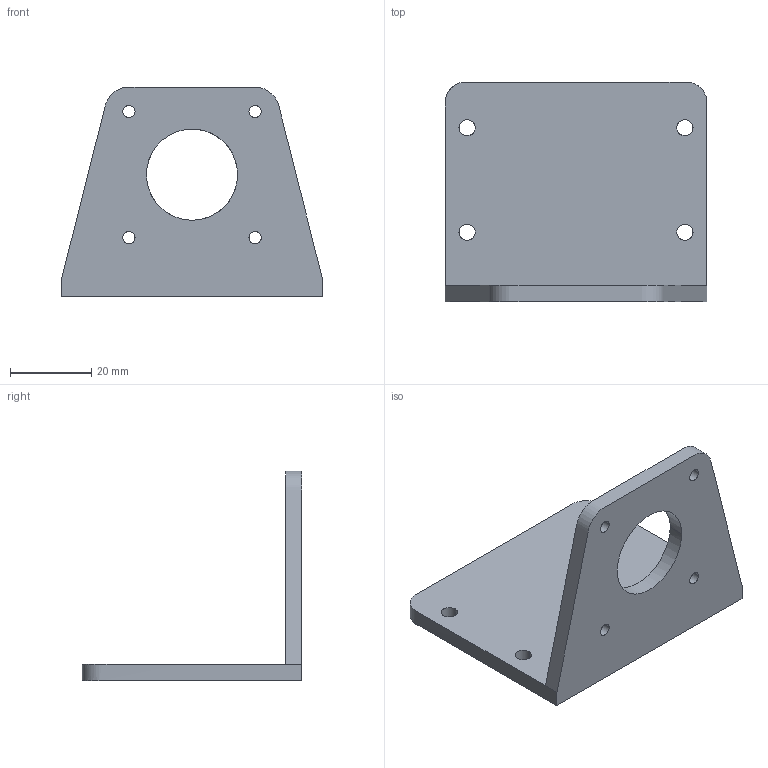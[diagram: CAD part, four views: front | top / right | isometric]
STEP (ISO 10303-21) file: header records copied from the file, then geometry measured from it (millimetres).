
FILE_DESCRIPTION(/* description */ (''),/* implementation_level */ '2;1');
FILE_NAME(/* name */ '4mm-nema17-holder',/* time_stamp */ '2021-11-29T17:44:41+01:00',/* author */ (''),/* organization */ (''),/* preprocessor_version */ 'ST-DEVELOPER v10',/* originating_system */ '',/* authorisation */ '');
FILE_SCHEMA (('CONFIG_CONTROL_DESIGN'));
Length unit declared in the file: millimetre
Products named in the file (1): 1
Bounding box: 64.3 x 54 x 51.47 mm (x, y, z)
Volume: 21791.9 mm3; surface area: 12775.3 mm2
Topology: 1 solids, 1 shells, 25 faces, 67 edges, 44 vertices
Faces by surface type: bspline 25
Entity records: 1053 total; most frequent: CARTESIAN_POINT 573, ORIENTED_EDGE 134, EDGE_CURVE 67, VERTEX_POINT 44, EDGE_LOOP 43, B_SPLINE_CURVE_WITH_KNOTS 27, ADVANCED_FACE 25, FACE_OUTER_BOUND 25
